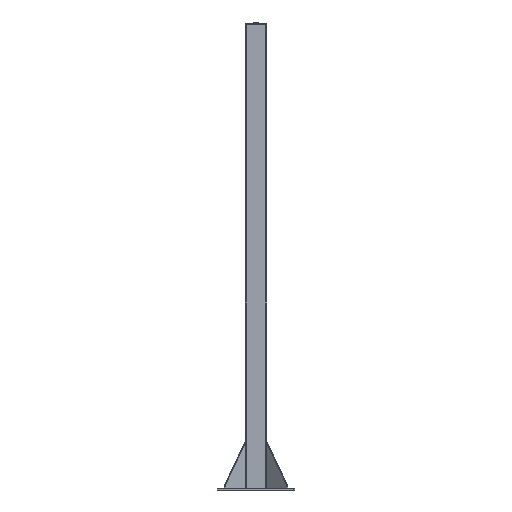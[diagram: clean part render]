
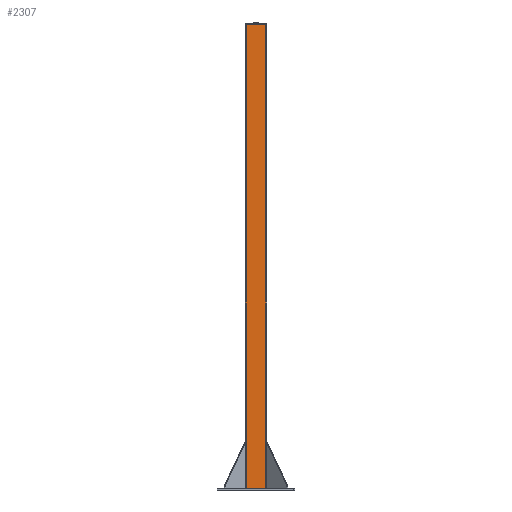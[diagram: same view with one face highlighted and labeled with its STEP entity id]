
A CAD part, left-side view. The second image highlights one B-rep face of the part: STEP entity #2307.
In plain terms, the highlighted planar face has unit normal (-1, 0, 0).
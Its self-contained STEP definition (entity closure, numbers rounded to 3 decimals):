
#2307=ADVANCED_FACE('',(#4127),#4128,.F.);
#4127=FACE_OUTER_BOUND('',#6326,.T.);
#4128=PLANE('',#6327);
#6326=EDGE_LOOP('',(#14273,#14274,#14275,#14276));
#6327=AXIS2_PLACEMENT_3D('',#14277,#14278,#14279);
#14273=ORIENTED_EDGE('',*,*,#18918,.T.);
#14274=ORIENTED_EDGE('',*,*,#18915,.T.);
#14275=ORIENTED_EDGE('',*,*,#18899,.F.);
#14276=ORIENTED_EDGE('',*,*,#18907,.T.);
#14277=CARTESIAN_POINT('',(-69.989,19.434,27.227));
#14278=DIRECTION('',(1.0,0.0,0.0));
#14279=DIRECTION('',(0.0,1.0,0.0));
#18899=EDGE_CURVE('',#20663,#20665,#20666,.T.);
#18907=EDGE_CURVE('',#20663,#20675,#20677,.T.);
#18915=EDGE_CURVE('',#20687,#20665,#20688,.T.);
#18918=EDGE_CURVE('',#20675,#20687,#20691,.T.);
#20663=VERTEX_POINT('',#23200);
#20665=VERTEX_POINT('',#23202);
#20666=LINE('',#23203,#23204);
#20675=VERTEX_POINT('',#23216);
#20677=LINE('',#23218,#23219);
#20687=VERTEX_POINT('',#23232);
#20688=LINE('',#23233,#23234);
#20691=LINE('',#23237,#23238);
#23200=CARTESIAN_POINT('',(-69.989,11.935,-562.222));
#23202=CARTESIAN_POINT('',(-69.989,-113.046,-562.222));
#23203=CARTESIAN_POINT('',(-69.989,19.434,-562.222));
#23204=VECTOR('',#30118,1.0);
#23216=CARTESIAN_POINT('',(-69.989,11.935,-3562.222));
#23218=CARTESIAN_POINT('',(-69.989,11.935,27.227));
#23219=VECTOR('',#30128,1.0);
#23232=CARTESIAN_POINT('',(-69.989,-113.046,-3562.222));
#23233=CARTESIAN_POINT('',(-69.989,-113.046,27.227));
#23234=VECTOR('',#30135,1.0);
#23237=CARTESIAN_POINT('',(-69.989,19.434,-3562.222));
#23238=VECTOR('',#30139,1.0);
#30118=DIRECTION('',(0.0,-1.0,0.0));
#30128=DIRECTION('',(0.0,0.0,-1.0));
#30135=DIRECTION('',(0.0,0.0,1.0));
#30139=DIRECTION('',(0.0,-1.0,0.0));
